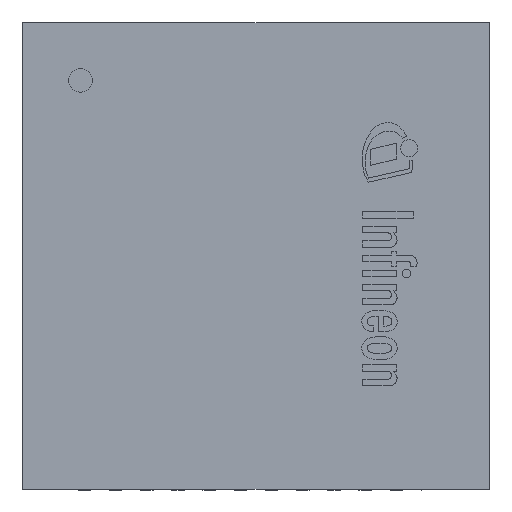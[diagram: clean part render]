
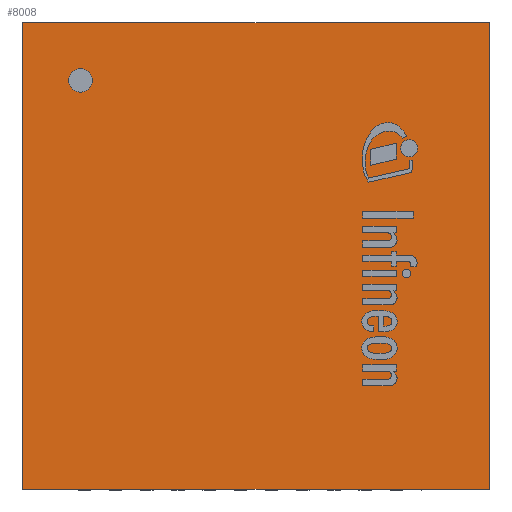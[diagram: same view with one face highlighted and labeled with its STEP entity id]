
A CAD part, top view. The second image highlights one B-rep face of the part: STEP entity #8008.
In plain terms, the highlighted planar face has unit normal (0, 0, 1).
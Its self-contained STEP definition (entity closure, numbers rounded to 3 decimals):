
#200=LINE('',#11844,#1027);
#203=LINE('',#11850,#1030);
#206=LINE('',#11856,#1033);
#209=LINE('',#11860,#1036);
#1027=VECTOR('',#9403,1.);
#1030=VECTOR('',#9408,1.);
#1033=VECTOR('',#9413,1.);
#1036=VECTOR('',#9418,1.);
#1853=FACE_BOUND('',#2541,.T.);
#2021=FACE_OUTER_BOUND('',#2540,.T.);
#2540=EDGE_LOOP('',(#5339,#5340,#5341,#5342));
#2541=EDGE_LOOP('',(#5343));
#3060=CIRCLE('',#8586,0.15);
#3366=VERTEX_POINT('',#11835);
#3369=VERTEX_POINT('',#11841);
#3370=VERTEX_POINT('',#11843);
#3372=VERTEX_POINT('',#11849);
#3374=VERTEX_POINT('',#11855);
#4148=EDGE_CURVE('',#3366,#3366,#3060,.T.);
#4151=EDGE_CURVE('',#3370,#3369,#200,.T.);
#4154=EDGE_CURVE('',#3372,#3370,#203,.T.);
#4157=EDGE_CURVE('',#3374,#3372,#206,.T.);
#4160=EDGE_CURVE('',#3369,#3374,#209,.T.);
#5339=ORIENTED_EDGE('',*,*,#4160,.T.);
#5340=ORIENTED_EDGE('',*,*,#4157,.T.);
#5341=ORIENTED_EDGE('',*,*,#4154,.T.);
#5342=ORIENTED_EDGE('',*,*,#4151,.T.);
#5343=ORIENTED_EDGE('',*,*,#4148,.T.);
#7660=PLANE('',#8592);
#8008=ADVANCED_FACE('',(#2021,#1853),#7660,.T.);
#8586=AXIS2_PLACEMENT_3D('',#11836,#9397,#9398);
#8592=AXIS2_PLACEMENT_3D('',#11862,#9421,#9422);
#9397=DIRECTION('center_axis',(0.,0.,-1.));
#9398=DIRECTION('ref_axis',(0.,1.,0.));
#9403=DIRECTION('',(1.,0.,0.));
#9408=DIRECTION('',(0.,-1.,0.));
#9413=DIRECTION('',(-1.,0.,0.));
#9418=DIRECTION('',(0.,1.,0.));
#9421=DIRECTION('center_axis',(0.,0.,1.));
#9422=DIRECTION('ref_axis',(0.,-1.,0.));
#11835=CARTESIAN_POINT('',(-2.25,2.1,0.9));
#11836=CARTESIAN_POINT('Origin',(-2.25,2.25,0.9));
#11841=CARTESIAN_POINT('',(2.99,-2.99,0.9));
#11843=CARTESIAN_POINT('',(-2.99,-2.99,0.9));
#11844=CARTESIAN_POINT('',(2.99,-2.99,0.9));
#11849=CARTESIAN_POINT('',(-2.99,2.99,0.9));
#11850=CARTESIAN_POINT('',(-2.99,-2.99,0.9));
#11855=CARTESIAN_POINT('',(2.99,2.99,0.9));
#11856=CARTESIAN_POINT('',(-2.99,2.99,0.9));
#11860=CARTESIAN_POINT('',(2.99,2.99,0.9));
#11862=CARTESIAN_POINT('Origin',(0.,0.,
0.9));
